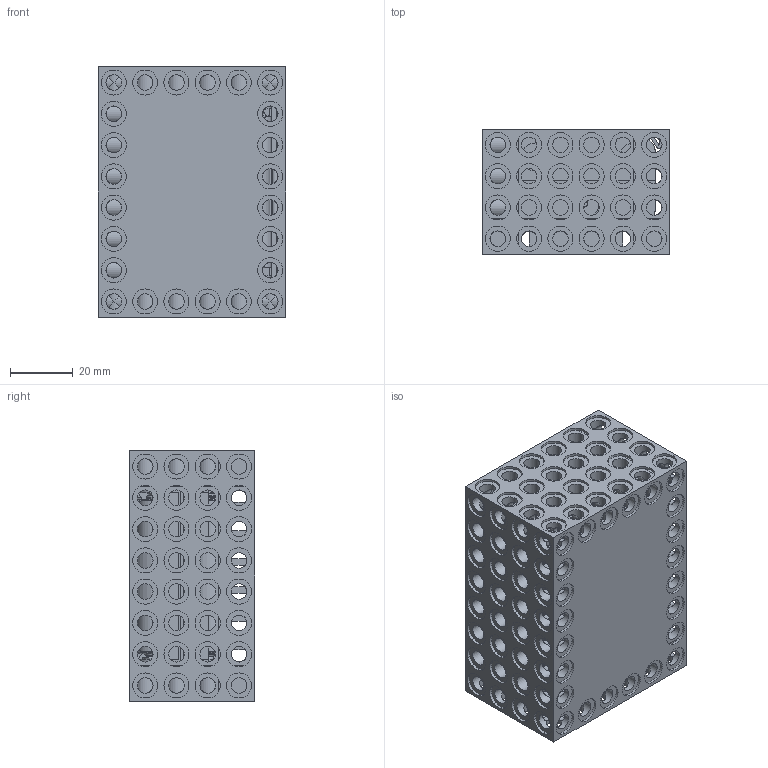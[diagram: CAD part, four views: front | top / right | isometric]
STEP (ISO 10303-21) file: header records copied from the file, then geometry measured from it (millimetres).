
FILE_DESCRIPTION(/* description */ (''),/* implementation_level */ '2;1');
FILE_NAME(/* name */ 'BAcA_assembly.stp',/* time_stamp */ '2019-02-21T18:46:57+01:00',/* author */ ('Varga Daniel'),/* organization */ (''),/* preprocessor_version */ 'ST-DEVELOPER v17.2',/* originating_system */ 'Autodesk Inventor 2019',/* authorisation */ '');
FILE_SCHEMA (('AUTOMOTIVE_DESIGN { 1 0 10303 214 3 1 1 }'));
Length unit declared in the file: millimetre
Products named in the file (6): BAcA_assembly; BAcA; Battery_holder_WZY-148-1_with_cable; Battery_holder_WZY-148-1; Battery; BAcA_3
Assembly tree (10 placements, depth 3):
  BAcA_assembly
    BAcA
    Battery_holder_WZY-148-1_with_cable
      Battery_holder_WZY-148-1
      Battery  x6
    BAcA_3
Bounding box: 60 x 40.07 x 80 mm (x, y, z)
Volume: 98286.3 mm3; surface area: 100981.1 mm2
Topology: 27 solids, 27 shells, 1156 faces, 3368 edges, 2363 vertices
Faces by surface type: plane 543, cylinder 529, torus 55, bspline 29
Full cylindrical faces by diameter (mm): 1.6 x7, 1.8 x9, 2 x14, 5 x194, 5.5 x6, 6 x7, 7 x48, 8 x118, 9 x6, 10.5 x6, 14.5 x6
Entity records: 44800 total; most frequent: CARTESIAN_POINT 13373, DIRECTION 7018, ORIENTED_EDGE 6306, EDGE_CURVE 3153, AXIS2_PLACEMENT_3D 2862, VERTEX_POINT 2203, EDGE_LOOP 1498, CIRCLE 1474
